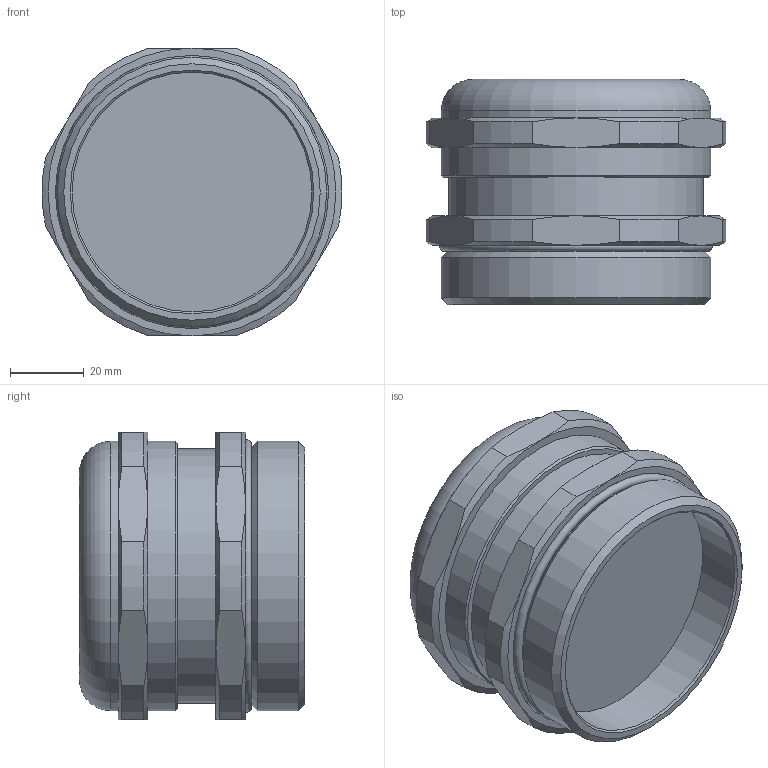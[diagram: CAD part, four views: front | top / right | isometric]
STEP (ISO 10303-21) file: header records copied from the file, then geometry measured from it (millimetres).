
FILE_DESCRIPTION(/* description */ (''),/* implementation_level */ '2;1');
FILE_NAME(/* name */ '',/* time_stamp */ '2025-07-03T13:36:34+07:00',/* author */ ('zeta-86'),/* organization */ (''),/* preprocessor_version */ 'ST-DEVELOPER v19.2',/* originating_system */ 'Autodesk Inventor 2024',/* authorisation */ '');
FILE_SCHEMA (('AUTOMOTIVE_DESIGN { 1 0 10303 214 3 1 1 }'));
Length unit declared in the file: millimetre
Products named in the file (1): Деталь3
Bounding box: 81.26 x 61 x 78 mm (x, y, z)
Volume: 214377.2 mm3; surface area: 28739.6 mm2
Topology: 1 solids, 1 shells, 72 faces, 165 edges, 102 vertices
Faces by surface type: cone 29, plane 21, cylinder 19, torus 3
Full cylindrical faces by diameter (mm): 53 x1, 65 x1, 69 x1, 69.5 x1, 73 x2, 73.02 x1
Entity records: 2033 total; most frequent: CARTESIAN_POINT 436, DIRECTION 344, ORIENTED_EDGE 330, EDGE_CURVE 165, AXIS2_PLACEMENT_3D 154, VERTEX_POINT 102, CIRCLE 81, EDGE_LOOP 79
